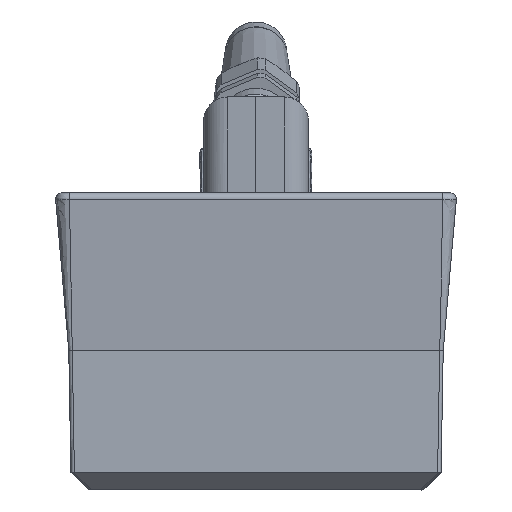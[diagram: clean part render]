
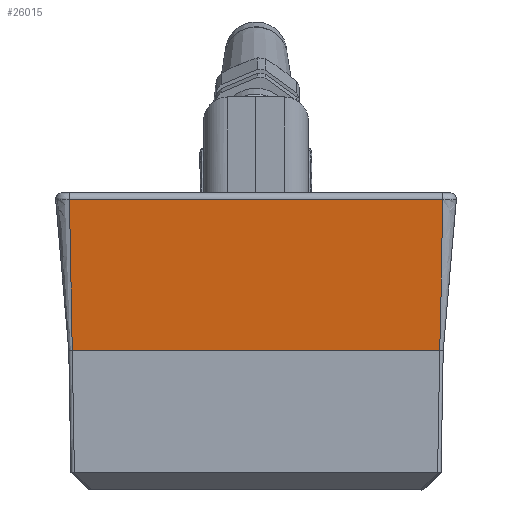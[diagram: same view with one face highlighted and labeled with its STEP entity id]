
A CAD part, front view. The second image highlights one B-rep face of the part: STEP entity #26015.
In plain terms, the highlighted planar face has unit normal (0, -0.996, -0.087).
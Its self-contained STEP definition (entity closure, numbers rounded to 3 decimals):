
#750 = VERTEX_POINT ( 'NONE', #25755 ) ;
#1046 = CARTESIAN_POINT ( 'NONE',  ( -52.569, -38.566, -44.971 ) ) ;
#1077 = EDGE_CURVE ( 'NONE', #5150, #2375, #8605, .T. ) ;
#1422 = ORIENTED_EDGE ( 'NONE', *, *, #11668, .T. ) ;
#1871 = VECTOR ( 'NONE', #27207, 1000. ) ;
#2249 = VECTOR ( 'NONE', #8933, 1000. ) ;
#2375 = VERTEX_POINT ( 'NONE', #31830 ) ;
#2395 = CARTESIAN_POINT ( 'NONE',  ( 52.567, -38.563, -45. ) ) ;
#2533 = CARTESIAN_POINT ( 'NONE',  ( -52.567, -38.563, -45. ) ) ;
#3287 = EDGE_CURVE ( 'NONE', #27490, #750, #19602, .T. ) ;
#5072 = CARTESIAN_POINT ( 'NONE',  ( -52.564, -38.563, -45. ) ) ;
#5150 = VERTEX_POINT ( 'NONE', #18932 ) ;
#6286 = CARTESIAN_POINT ( 'NONE',  ( 52.567, -38.563, -45. ) ) ;
#7531 = CARTESIAN_POINT ( 'NONE',  ( -52.566, -38.563, -45. ) ) ;
#7605 = CARTESIAN_POINT ( 'NONE',  ( -57.5, -42.5, 0. ) ) ;
#8544 = ORIENTED_EDGE ( 'NONE', *, *, #1077, .T. ) ;
#8605 = LINE ( 'NONE', #19739, #1871 ) ;
#8933 = DIRECTION ( 'NONE',  ( -1., 0., 0. ) ) ;
#9793 = LINE ( 'NONE', #19077, #2249 ) ;
#9896 = CARTESIAN_POINT ( 'NONE',  ( 52.567, -38.563, -45. ) ) ;
#10443 = B_SPLINE_CURVE_WITH_KNOTS ( 'NONE', 3,
 ( #2533, #7531, #5072, #22869 ),
 .UNSPECIFIED., .F., .F.,
 ( 4, 4 ),
 ( 0., 0. ),
 .UNSPECIFIED. ) ;
#11139 = CARTESIAN_POINT ( 'NONE',  ( -53.367, -42.329, -1.957 ) ) ;
#11196 = CARTESIAN_POINT ( 'NONE',  ( -53.367, -42.329, -1.957 ) ) ;
#11668 = EDGE_CURVE ( 'NONE', #16270, #5150, #10443, .T. ) ;
#12090 = EDGE_CURVE ( 'NONE', #2375, #27490, #20671, .T. ) ;
#12241 = CARTESIAN_POINT ( 'NONE',  ( -52.567, -38.563, -45. ) ) ;
#12481 = CARTESIAN_POINT ( 'NONE',  ( 52.572, -38.568, -44.943 ) ) ;
#12536 = CARTESIAN_POINT ( 'NONE',  ( 52.564, -38.563, -45. ) ) ;
#12756 = DIRECTION ( 'NONE',  ( 0., -0.996, -0.087 ) ) ;
#13680 = CARTESIAN_POINT ( 'NONE',  ( -53.82, -39.816, -30.68 ) ) ;
#14742 = B_SPLINE_CURVE_WITH_KNOTS ( 'NONE', 3,
 ( #11139, #26384, #13680, #31521, #16254, #1046, #18817 ),
 .UNSPECIFIED., .F., .F.,
 ( 4, 3, 4 ),
 ( 0.41, 0.6, 0.6 ),
 .UNSPECIFIED. ) ;
#15023 = CARTESIAN_POINT ( 'NONE',  ( 53.82, -39.816, -30.68 ) ) ;
#15028 = ORIENTED_EDGE ( 'NONE', *, *, #3287, .T. ) ;
#16254 = CARTESIAN_POINT ( 'NONE',  ( -52.572, -38.568, -44.943 ) ) ;
#16270 = VERTEX_POINT ( 'NONE', #12241 ) ;
#17581 = CARTESIAN_POINT ( 'NONE',  ( 53.367, -42.329, -1.957 ) ) ;
#17634 = CARTESIAN_POINT ( 'NONE',  ( 52.566, -38.563, -45. ) ) ;
#18817 = CARTESIAN_POINT ( 'NONE',  ( -52.567, -38.563, -45. ) ) ;
#18932 = CARTESIAN_POINT ( 'NONE',  ( -52.563, -38.563, -45. ) ) ;
#19077 = CARTESIAN_POINT ( 'NONE',  ( -53.516, -42.329, -1.957 ) ) ;
#19602 = B_SPLINE_CURVE_WITH_KNOTS ( 'NONE', 3,
 ( #9896, #25140, #12481, #30290, #15023, #32858, #17581 ),
 .UNSPECIFIED., .F., .F.,
 ( 4, 3, 4 ),
 ( 0.4, 0.4, 0.59 ),
 .UNSPECIFIED. ) ;
#19739 = CARTESIAN_POINT ( 'NONE',  ( -57.5, -38.563, -45. ) ) ;
#20671 = B_SPLINE_CURVE_WITH_KNOTS ( 'NONE', 3,
 ( #30337, #12536, #17634, #2395 ),
 .UNSPECIFIED., .F., .F.,
 ( 4, 4 ),
 ( 0., 0. ),
 .UNSPECIFIED. ) ;
#21957 = ORIENTED_EDGE ( 'NONE', *, *, #12090, .T. ) ;
#21986 = AXIS2_PLACEMENT_3D ( 'NONE', #7605, #12756, #30562 ) ;
#22125 = VERTEX_POINT ( 'NONE', #11196 ) ;
#22154 = FACE_OUTER_BOUND ( 'NONE', #32077, .T. ) ;
#22869 = CARTESIAN_POINT ( 'NONE',  ( -52.563, -38.563, -45. ) ) ;
#23991 = EDGE_CURVE ( 'NONE', #22125, #16270, #14742, .T. ) ;
#25140 = CARTESIAN_POINT ( 'NONE',  ( 52.569, -38.566, -44.971 ) ) ;
#25755 = CARTESIAN_POINT ( 'NONE',  ( 53.367, -42.329, -1.957 ) ) ;
#26015 = ADVANCED_FACE ( 'NONE', ( #22154 ), #27990, .T. ) ;
#26264 = EDGE_CURVE ( 'NONE', #750, #22125, #9793, .T. ) ;
#26384 = CARTESIAN_POINT ( 'NONE',  ( -52.394, -41.081, -16.214 ) ) ;
#26956 = ORIENTED_EDGE ( 'NONE', *, *, #23991, .T. ) ;
#27207 = DIRECTION ( 'NONE',  ( 1., 0., 0. ) ) ;
#27490 = VERTEX_POINT ( 'NONE', #6286 ) ;
#27990 = PLANE ( 'NONE',  #21986 ) ;
#30290 = CARTESIAN_POINT ( 'NONE',  ( 52.574, -38.571, -44.914 ) ) ;
#30337 = CARTESIAN_POINT ( 'NONE',  ( 52.563, -38.563, -45. ) ) ;
#30562 = DIRECTION ( 'NONE',  ( 0., 0.087, -0.996 ) ) ;
#31521 = CARTESIAN_POINT ( 'NONE',  ( -52.574, -38.571, -44.914 ) ) ;
#31830 = CARTESIAN_POINT ( 'NONE',  ( 52.563, -38.563, -45. ) ) ;
#31886 = ORIENTED_EDGE ( 'NONE', *, *, #26264, .T. ) ;
#32077 = EDGE_LOOP ( 'NONE', ( #15028, #31886, #26956, #1422, #8544, #21957 ) ) ;
#32858 = CARTESIAN_POINT ( 'NONE',  ( 52.394, -41.081, -16.214 ) ) ;
